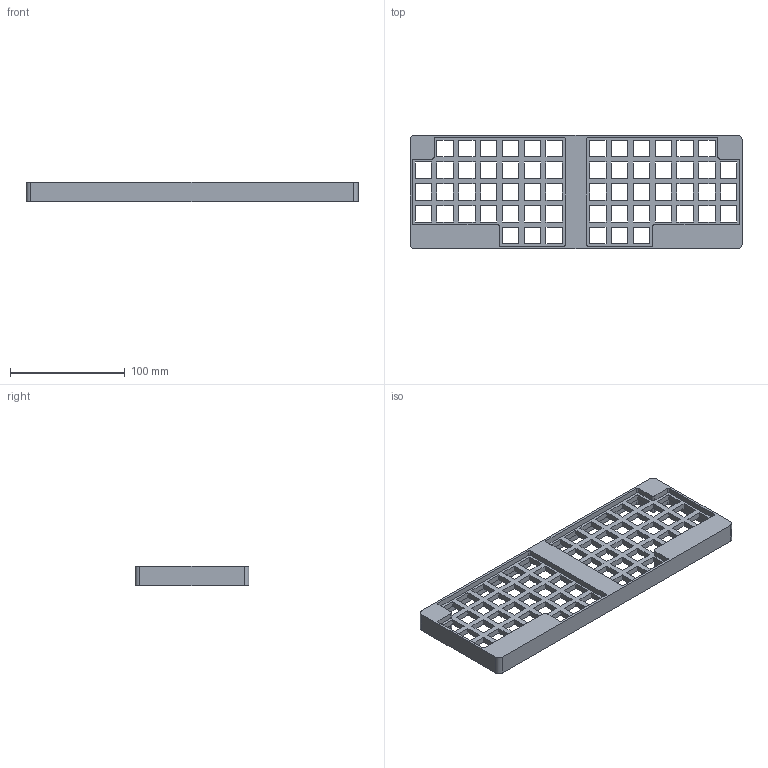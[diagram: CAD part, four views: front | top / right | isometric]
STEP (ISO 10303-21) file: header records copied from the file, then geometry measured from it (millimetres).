
FILE_DESCRIPTION(/* description */ (''),/* implementation_level */ '2;1');
FILE_NAME(/* name */ 'SpaceCadet2024 v18.step',/* time_stamp */ '2024-01-16T19:57:50+09:00',/* author */ (''),/* organization */ (''),/* preprocessor_version */ 'ST-DEVELOPER v20',/* originating_system */ 'Autodesk Translation Framework v12.14.0.127',/* authorisation */ '');
FILE_SCHEMA (('AUTOMOTIVE_DESIGN { 1 0 10303 214 3 1 1 }'));
Length unit declared in the file: millimetre
Products named in the file (1): SpaceCadet2024
Bounding box: 289 x 99 x 17 mm (x, y, z)
Volume: 150926.6 mm3; surface area: 72651.1 mm2
Topology: 1 solids, 1 shells, 316 faces, 936 edges, 624 vertices
Faces by surface type: plane 282, cylinder 34
Entity records: 10672 total; most frequent: CARTESIAN_POINT 1877, ORIENTED_EDGE 1872, DIRECTION 1640, EDGE_CURVE 936, LINE 866, VECTOR 866, VERTEX_POINT 624, EDGE_LOOP 438
